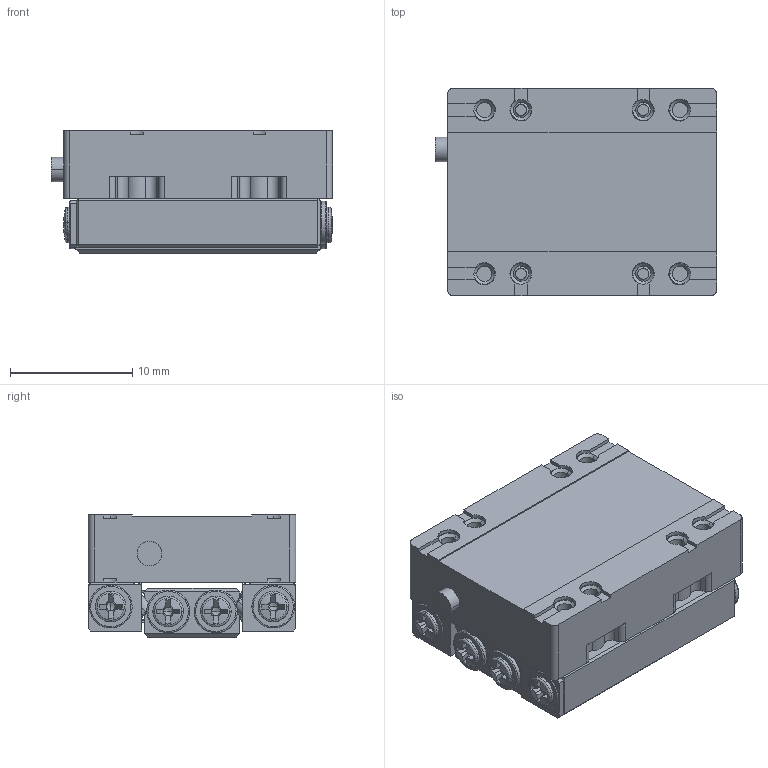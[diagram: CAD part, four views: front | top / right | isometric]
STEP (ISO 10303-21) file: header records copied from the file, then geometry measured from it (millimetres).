
FILE_DESCRIPTION (( 'STEP AP214' ), '1' );
FILE_NAME ('YZL-1720 馨譙眻盄萇儂.STEP', '2026-03-27T02:15:34', ( '' ), ( '' ), 'SwSTEP 2.0', 'SolidWorks 2022', '' );
FILE_SCHEMA (( 'AUTOMOTIVE_DESIGN' ));
Length unit declared in the file: millimetre
Products named in the file (1): YZL-1720 纳米直线电机
Bounding box: 23 x 17 x 10 mm (x, y, z)
Volume: 3204.4 mm3; surface area: 3551.1 mm2
Topology: 20 solids, 20 shells, 1197 faces, 2916 edges, 1786 vertices
Faces by surface type: plane 593, cylinder 312, cone 152, bspline 140
Entity records: 58379 total; most frequent: CARTESIAN_POINT 23877, ORIENTED_EDGE 5768, EDGE_CURVE 2884, B_SPLINE_CURVE_WITH_KNOTS 2604, DIRECTION 2116, VERTEX_POINT 1786, EDGE_LOOP 1290, UNCERTAINTY_MEASURE_WITH_UNIT 1219
